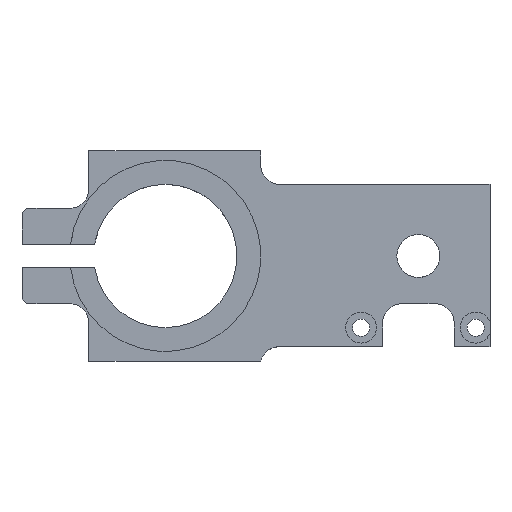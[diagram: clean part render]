
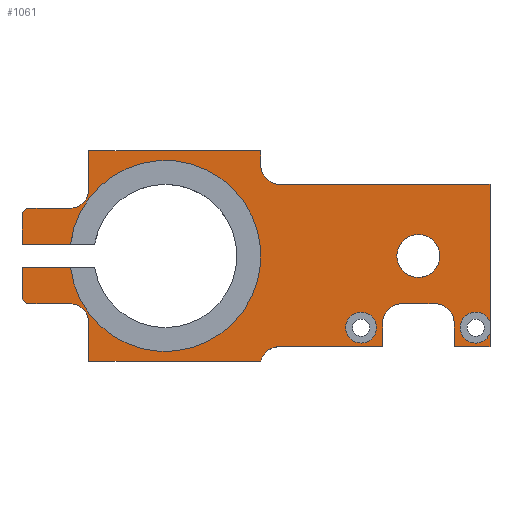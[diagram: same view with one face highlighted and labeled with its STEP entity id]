
A CAD part, top view. The second image highlights one B-rep face of the part: STEP entity #1061.
In plain terms, the highlighted planar face has unit normal (0, 0, 1).
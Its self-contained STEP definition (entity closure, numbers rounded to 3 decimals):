
#135=CARTESIAN_POINT('',(83.,0.,10.));
#136=DIRECTION('',(0.,0.,-1.));
#137=DIRECTION('',(1.,0.,0.));
#138=AXIS2_PLACEMENT_3D('',#135,#136,#137);
#140=CARTESIAN_POINT('',(83.,0.,10.));
#141=DIRECTION('',(0.,0.,-1.));
#142=DIRECTION('',(-1.,0.,0.));
#143=AXIS2_PLACEMENT_3D('',#140,#141,#142);
#145=CARTESIAN_POINT('',(71.,-15.,10.));
#146=DIRECTION('',(0.,0.,1.));
#147=DIRECTION('',(-1.,0.,0.));
#148=AXIS2_PLACEMENT_3D('',#145,#146,#147);
#150=CARTESIAN_POINT('',(71.,-15.,10.));
#151=DIRECTION('',(0.,0.,1.));
#152=DIRECTION('',(1.,0.,0.));
#153=AXIS2_PLACEMENT_3D('',#150,#151,#152);
#155=DIRECTION('',(1.,0.,0.));
#156=VECTOR('',#155,7.);
#157=CARTESIAN_POINT('',(79.5,-10.,10.));
#158=LINE('',#157,#156);
#159=DIRECTION('',(0.,1.,0.));
#160=VECTOR('',#159,5.);
#161=CARTESIAN_POINT('',(75.5,-19.,10.));
#162=LINE('',#161,#160);
#163=DIRECTION('',(-1.,0.,0.));
#164=VECTOR('',#163,21.627);
#165=CARTESIAN_POINT('',(75.5,-19.,10.));
#166=LINE('',#165,#164);
#167=DIRECTION('',(1.,0.,0.));
#168=VECTOR('',#167,36.);
#169=CARTESIAN_POINT('',(14.,-22.,10.));
#170=LINE('',#169,#168);
#171=DIRECTION('',(0.,1.,0.));
#172=VECTOR('',#171,8.);
#173=CARTESIAN_POINT('',(14.,-22.,10.));
#174=LINE('',#173,#172);
#175=DIRECTION('',(1.,0.,0.));
#176=VECTOR('',#175,9.);
#177=CARTESIAN_POINT('',(1.,-10.,10.));
#178=LINE('',#177,#176);
#179=DIRECTION('',(0.707,-0.707,0.));
#180=VECTOR('',#179,1.414);
#181=CARTESIAN_POINT('',(0.,-9.,10.));
#182=LINE('',#181,#180);
#183=DIRECTION('',(0.,-1.,0.));
#184=VECTOR('',#183,6.5);
#185=CARTESIAN_POINT('',(0.,-2.5,10.));
#186=LINE('',#185,#184);
#187=DIRECTION('',(1.,0.,0.));
#188=VECTOR('',#187,10.157);
#189=CARTESIAN_POINT('',(0.,-2.5,10.));
#190=LINE('',#189,#188);
#191=DIRECTION('',(1.,0.,0.));
#192=VECTOR('',#191,10.157);
#193=CARTESIAN_POINT('',(0.,2.5,10.));
#194=LINE('',#193,#192);
#195=DIRECTION('',(0.,-1.,0.));
#196=VECTOR('',#195,6.5);
#197=CARTESIAN_POINT('',(0.,9.,10.));
#198=LINE('',#197,#196);
#199=DIRECTION('',(-0.707,-0.707,0.));
#200=VECTOR('',#199,1.414);
#201=CARTESIAN_POINT('',(1.,10.,10.));
#202=LINE('',#201,#200);
#203=DIRECTION('',(1.,0.,0.));
#204=VECTOR('',#203,9.);
#205=CARTESIAN_POINT('',(1.,10.,10.));
#206=LINE('',#205,#204);
#207=DIRECTION('',(0.,-1.,0.));
#208=VECTOR('',#207,8.);
#209=CARTESIAN_POINT('',(14.,22.,10.));
#210=LINE('',#209,#208);
#211=DIRECTION('',(-1.,0.,0.));
#212=VECTOR('',#211,36.);
#213=CARTESIAN_POINT('',(50.,22.,10.));
#214=LINE('',#213,#212);
#215=DIRECTION('',(0.,-1.,0.));
#216=VECTOR('',#215,3.);
#217=CARTESIAN_POINT('',(50.,22.,10.));
#218=LINE('',#217,#216);
#219=DIRECTION('',(-1.,0.,0.));
#220=VECTOR('',#219,44.);
#221=CARTESIAN_POINT('',(98.,15.,10.));
#222=LINE('',#221,#220);
#223=DIRECTION('',(0.,1.,0.));
#224=VECTOR('',#223,28.75);
#225=CARTESIAN_POINT('',(98.,-13.75,10.));
#226=LINE('',#225,#224);
#227=DIRECTION('',(0.,1.,0.));
#228=VECTOR('',#227,2.75);
#229=CARTESIAN_POINT('',(98.,-19.,10.));
#230=LINE('',#229,#228);
#231=DIRECTION('',(-1.,0.,0.));
#232=VECTOR('',#231,7.5);
#233=CARTESIAN_POINT('',(98.,-19.,10.));
#234=LINE('',#233,#232);
#235=DIRECTION('',(0.,1.,0.));
#236=VECTOR('',#235,5.);
#237=CARTESIAN_POINT('',(90.5,-19.,10.));
#238=LINE('',#237,#236);
#354=CARTESIAN_POINT('',(86.5,-14.,10.));
#355=DIRECTION('',(0.,0.,-1.));
#356=DIRECTION('',(0.,1.,0.));
#357=AXIS2_PLACEMENT_3D('',#354,#355,#356);
#409=CARTESIAN_POINT('',(95.,-15.,10.));
#410=DIRECTION('',(0.,0.,-1.));
#411=DIRECTION('',(0.923,-0.385,0.));
#412=AXIS2_PLACEMENT_3D('',#409,#410,#411);
#423=CARTESIAN_POINT('',(54.,19.,10.));
#424=DIRECTION('',(0.,0.,-1.));
#425=DIRECTION('',(0.,-1.,0.));
#426=AXIS2_PLACEMENT_3D('',#423,#424,#425);
#454=CARTESIAN_POINT('',(10.,14.,10.));
#455=DIRECTION('',(0.,0.,-1.));
#456=DIRECTION('',(1.,0.,0.));
#457=AXIS2_PLACEMENT_3D('',#454,#455,#456);
#581=CARTESIAN_POINT('',(10.,-14.,10.));
#582=DIRECTION('',(0.,0.,-1.));
#583=DIRECTION('',(0.,1.,0.));
#584=AXIS2_PLACEMENT_3D('',#581,#582,#583);
#603=CARTESIAN_POINT('',(53.873,-23.,10.));
#604=DIRECTION('',(0.,0.,-1.));
#605=DIRECTION('',(-0.968,0.25,0.));
#606=AXIS2_PLACEMENT_3D('',#603,#604,#605);
#613=CARTESIAN_POINT('',(30.,0.,10.));
#614=DIRECTION('',(0.,0.,-1.));
#615=DIRECTION('',(-0.992,0.125,0.));
#616=AXIS2_PLACEMENT_3D('',#613,#614,#615);
#636=CARTESIAN_POINT('',(79.5,-14.,10.));
#637=DIRECTION('',(0.,0.,-1.));
#638=DIRECTION('',(-1.,0.,0.));
#639=AXIS2_PLACEMENT_3D('',#636,#637,#638);
#658=CARTESIAN_POINT('',(87.5,0.,10.));
#659=CARTESIAN_POINT('',(78.5,0.,10.));
#660=VERTEX_POINT('',#658);
#661=VERTEX_POINT('',#659);
#674=CARTESIAN_POINT('',(0.,-2.5,10.));
#675=VERTEX_POINT('',#674);
#676=CARTESIAN_POINT('',(0.,2.5,10.));
#677=VERTEX_POINT('',#676);
#691=CARTESIAN_POINT('',(14.,-22.,10.));
#693=VERTEX_POINT('',#691);
#699=CARTESIAN_POINT('',(10.,-10.,10.));
#701=VERTEX_POINT('',#699);
#703=CARTESIAN_POINT('',(14.,-14.,10.));
#705=VERTEX_POINT('',#703);
#707=CARTESIAN_POINT('',(14.,22.,10.));
#709=VERTEX_POINT('',#707);
#711=CARTESIAN_POINT('',(10.,10.,10.));
#713=VERTEX_POINT('',#711);
#715=CARTESIAN_POINT('',(14.,14.,10.));
#717=VERTEX_POINT('',#715);
#724=CARTESIAN_POINT('',(10.157,-2.5,10.));
#725=VERTEX_POINT('',#724);
#728=CARTESIAN_POINT('',(10.157,2.5,10.));
#729=VERTEX_POINT('',#728);
#731=CARTESIAN_POINT('',(98.,15.,10.));
#733=VERTEX_POINT('',#731);
#736=CARTESIAN_POINT('',(0.,-9.,10.));
#737=CARTESIAN_POINT('',(1.,-10.,10.));
#738=VERTEX_POINT('',#736);
#739=VERTEX_POINT('',#737);
#748=CARTESIAN_POINT('',(1.,10.,10.));
#749=VERTEX_POINT('',#748);
#750=CARTESIAN_POINT('',(0.,9.,10.));
#751=VERTEX_POINT('',#750);
#764=CARTESIAN_POINT('',(67.75,-15.,10.));
#765=CARTESIAN_POINT('',(74.25,-15.,10.));
#766=VERTEX_POINT('',#764);
#767=VERTEX_POINT('',#765);
#780=CARTESIAN_POINT('',(98.,-16.25,10.));
#781=VERTEX_POINT('',#780);
#782=CARTESIAN_POINT('',(98.,-13.75,10.));
#783=VERTEX_POINT('',#782);
#794=CARTESIAN_POINT('',(98.,-19.,10.));
#795=CARTESIAN_POINT('',(90.5,-19.,10.));
#796=VERTEX_POINT('',#794);
#797=VERTEX_POINT('',#795);
#798=CARTESIAN_POINT('',(75.5,-19.,10.));
#800=VERTEX_POINT('',#798);
#802=CARTESIAN_POINT('',(54.,15.,10.));
#804=VERTEX_POINT('',#802);
#806=CARTESIAN_POINT('',(50.,19.,10.));
#808=VERTEX_POINT('',#806);
#812=CARTESIAN_POINT('',(50.,22.,10.));
#813=VERTEX_POINT('',#812);
#823=CARTESIAN_POINT('',(90.5,-14.,10.));
#825=VERTEX_POINT('',#823);
#827=CARTESIAN_POINT('',(86.5,-10.,10.));
#829=VERTEX_POINT('',#827);
#831=CARTESIAN_POINT('',(79.5,-10.,10.));
#833=VERTEX_POINT('',#831);
#835=CARTESIAN_POINT('',(75.5,-14.,10.));
#837=VERTEX_POINT('',#835);
#838=CARTESIAN_POINT('',(50.,-22.,10.));
#840=VERTEX_POINT('',#838);
#842=CARTESIAN_POINT('',(53.873,-19.,10.));
#844=VERTEX_POINT('',#842);
#985=CARTESIAN_POINT('',(0.,0.,10.));
#986=DIRECTION('',(0.,0.,1.));
#987=DIRECTION('',(1.,0.,0.));
#988=AXIS2_PLACEMENT_3D('',#985,#986,#987);
#989=PLANE('',#988);
#991=ORIENTED_EDGE('',*,*,#990,.F.);
#993=ORIENTED_EDGE('',*,*,#992,.F.);
#995=ORIENTED_EDGE('',*,*,#994,.F.);
#997=ORIENTED_EDGE('',*,*,#996,.T.);
#999=ORIENTED_EDGE('',*,*,#998,.F.);
#1001=ORIENTED_EDGE('',*,*,#1000,.F.);
#1003=ORIENTED_EDGE('',*,*,#1002,.T.);
#1005=ORIENTED_EDGE('',*,*,#1004,.F.);
#1007=ORIENTED_EDGE('',*,*,#1006,.F.);
#1009=ORIENTED_EDGE('',*,*,#1008,.F.);
#1011=ORIENTED_EDGE('',*,*,#1010,.F.);
#1013=ORIENTED_EDGE('',*,*,#1012,.T.);
#1015=ORIENTED_EDGE('',*,*,#1014,.F.);
#1017=ORIENTED_EDGE('',*,*,#1016,.F.);
#1019=ORIENTED_EDGE('',*,*,#1018,.F.);
#1021=ORIENTED_EDGE('',*,*,#1020,.F.);
#1023=ORIENTED_EDGE('',*,*,#1022,.T.);
#1025=ORIENTED_EDGE('',*,*,#1024,.F.);
#1027=ORIENTED_EDGE('',*,*,#1026,.F.);
#1029=ORIENTED_EDGE('',*,*,#1028,.F.);
#1031=ORIENTED_EDGE('',*,*,#1030,.T.);
#1033=ORIENTED_EDGE('',*,*,#1032,.F.);
#1035=ORIENTED_EDGE('',*,*,#1034,.F.);
#1037=ORIENTED_EDGE('',*,*,#1036,.F.);
#1039=ORIENTED_EDGE('',*,*,#1038,.F.);
#1041=ORIENTED_EDGE('',*,*,#1040,.F.);
#1043=ORIENTED_EDGE('',*,*,#1042,.T.);
#1045=ORIENTED_EDGE('',*,*,#1044,.T.);
#1047=ORIENTED_EDGE('',*,*,#1046,.F.);
#1048=EDGE_LOOP('',(#991,#993,#995,#997,#999,#1001,#1003,#1005,#1007,#1009,
#1011,#1013,#1015,#1017,#1019,#1021,#1023,#1025,#1027,#1029,#1031,#1033,#1035,
#1037,#1039,#1041,#1043,#1045,#1047));
#1049=FACE_OUTER_BOUND('',#1048,.F.);
#1050=ORIENTED_EDGE('',*,*,#975,.T.);
#1052=ORIENTED_EDGE('',*,*,#1051,.T.);
#1053=EDGE_LOOP('',(#1050,#1052));
#1054=FACE_BOUND('',#1053,.F.);
#1056=ORIENTED_EDGE('',*,*,#1055,.F.);
#1058=ORIENTED_EDGE('',*,*,#1057,.F.);
#1059=EDGE_LOOP('',(#1056,#1058));
#1060=FACE_BOUND('',#1059,.F.);
#1061=ADVANCED_FACE('',(#1049,#1054,#1060),#989,.T.);
#139=CIRCLE('',#138,4.5);
#144=CIRCLE('',#143,4.5);
#149=CIRCLE('',#148,3.25);
#154=CIRCLE('',#153,3.25);
#358=CIRCLE('',#357,4.);
#413=CIRCLE('',#412,3.25);
#427=CIRCLE('',#426,4.);
#458=CIRCLE('',#457,4.);
#585=CIRCLE('',#584,4.);
#607=CIRCLE('',#606,4.);
#617=CIRCLE('',#616,20.);
#640=CIRCLE('',#639,4.);
#975=EDGE_CURVE('',#766,#767,#149,.T.);
#990=EDGE_CURVE('',#833,#829,#158,.T.);
#992=EDGE_CURVE('',#837,#833,#640,.T.);
#994=EDGE_CURVE('',#800,#837,#162,.T.);
#996=EDGE_CURVE('',#800,#844,#166,.T.);
#998=EDGE_CURVE('',#840,#844,#607,.T.);
#1000=EDGE_CURVE('',#693,#840,#170,.T.);
#1002=EDGE_CURVE('',#693,#705,#174,.T.);
#1004=EDGE_CURVE('',#701,#705,#585,.T.);
#1006=EDGE_CURVE('',#739,#701,#178,.T.);
#1008=EDGE_CURVE('',#738,#739,#182,.T.);
#1010=EDGE_CURVE('',#675,#738,#186,.T.);
#1012=EDGE_CURVE('',#675,#725,#190,.T.);
#1014=EDGE_CURVE('',#729,#725,#617,.T.);
#1016=EDGE_CURVE('',#677,#729,#194,.T.);
#1018=EDGE_CURVE('',#751,#677,#198,.T.);
#1020=EDGE_CURVE('',#749,#751,#202,.T.);
#1022=EDGE_CURVE('',#749,#713,#206,.T.);
#1024=EDGE_CURVE('',#717,#713,#458,.T.);
#1026=EDGE_CURVE('',#709,#717,#210,.T.);
#1028=EDGE_CURVE('',#813,#709,#214,.T.);
#1030=EDGE_CURVE('',#813,#808,#218,.T.);
#1032=EDGE_CURVE('',#804,#808,#427,.T.);
#1034=EDGE_CURVE('',#733,#804,#222,.T.);
#1036=EDGE_CURVE('',#783,#733,#226,.T.);
#1038=EDGE_CURVE('',#781,#783,#413,.T.);
#1040=EDGE_CURVE('',#796,#781,#230,.T.);
#1042=EDGE_CURVE('',#796,#797,#234,.T.);
#1044=EDGE_CURVE('',#797,#825,#238,.T.);
#1046=EDGE_CURVE('',#829,#825,#358,.T.);
#1051=EDGE_CURVE('',#767,#766,#154,.T.);
#1055=EDGE_CURVE('',#660,#661,#139,.T.);
#1057=EDGE_CURVE('',#661,#660,#144,.T.);
